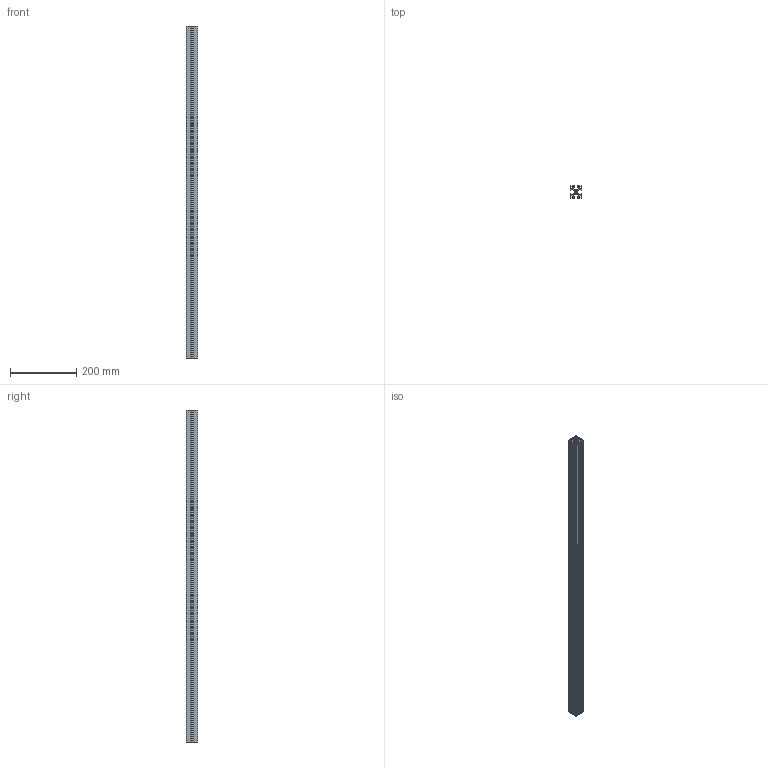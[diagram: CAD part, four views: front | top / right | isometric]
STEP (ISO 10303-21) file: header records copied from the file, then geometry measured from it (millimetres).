
FILE_DESCRIPTION (( 'STEP AP203' ), '1' );
FILE_NAME ('35 x 35 L SÝGMA PROFÝL.STEP', '2013-07-29T14:39:47', ( 'Kadir' ), ( '' ), 'SwSTEP 2.0', 'SolidWorks 2013', '' );
FILE_SCHEMA (( 'CONFIG_CONTROL_DESIGN' ));
Length unit declared in the file: millimetre
Products named in the file (1): 35  x 35 L  SÝGMA PROFÝL
Bounding box: 35 x 35 x 1000 mm (x, y, z)
Volume: 367426.6 mm3; surface area: 409982.2 mm2
Topology: 1 solids, 1 shells, 135 faces, 399 edges, 266 vertices
Faces by surface type: plane 90, cylinder 45
Entity records: 4600 total; most frequent: CARTESIAN_POINT 801, ORIENTED_EDGE 798, DIRECTION 761, EDGE_CURVE 399, VECTOR 309, LINE 309, VERTEX_POINT 266, AXIS2_PLACEMENT_3D 226
